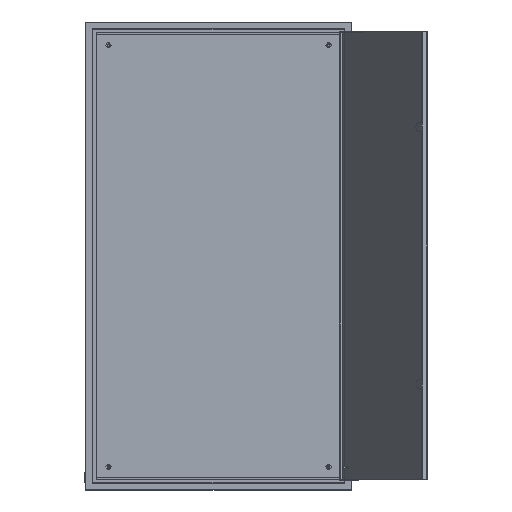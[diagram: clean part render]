
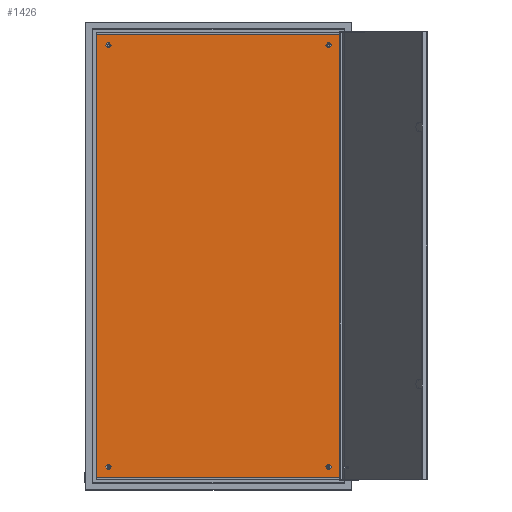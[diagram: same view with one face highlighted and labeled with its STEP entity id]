
A CAD part, top view. The second image highlights one B-rep face of the part: STEP entity #1426.
In plain terms, the highlighted planar face has unit normal (0, 0, 1).
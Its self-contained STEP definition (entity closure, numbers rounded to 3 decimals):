
#19 = DIRECTION ( 'NONE',  ( -1., 0., 0. ) ) ;
#152 = EDGE_CURVE ( 'NONE', #3625, #3452, #708, .T. ) ;
#217 = CIRCLE ( 'NONE', #2880, 5. ) ;
#237 = AXIS2_PLACEMENT_3D ( 'NONE', #1015, #3928, #2289 ) ;
#252 = EDGE_CURVE ( 'NONE', #2490, #3153, #2221, .T. ) ;
#297 = VECTOR ( 'NONE', #1043, 1000. ) ;
#337 = DIRECTION ( 'NONE',  ( 0., 0., 1. ) ) ;
#338 = CARTESIAN_POINT ( 'NONE',  ( 312.5, -595., 0. ) ) ;
#393 = DIRECTION ( 'NONE',  ( 1., 0., 0. ) ) ;
#467 = EDGE_LOOP ( 'NONE', ( #1760, #713 ) ) ;
#589 = VERTEX_POINT ( 'NONE', #2118 ) ;
#708 = LINE ( 'NONE', #4576, #3041 ) ;
#713 = ORIENTED_EDGE ( 'NONE', *, *, #2323, .F. ) ;
#730 = DIRECTION ( 'NONE',  ( 0., 0., 1. ) ) ;
#753 = CARTESIAN_POINT ( 'NONE',  ( 345., -625., 0. ) ) ;
#821 = FACE_BOUND ( 'NONE', #2652, .T. ) ;
#963 = ORIENTED_EDGE ( 'NONE', *, *, #4610, .F. ) ;
#979 = VERTEX_POINT ( 'NONE', #5272 ) ;
#1015 = CARTESIAN_POINT ( 'NONE',  ( 0., 0., 0. ) ) ;
#1043 = DIRECTION ( 'NONE',  ( 0., 1., 0. ) ) ;
#1097 = ORIENTED_EDGE ( 'NONE', *, *, #152, .T. ) ;
#1258 = CARTESIAN_POINT ( 'NONE',  ( -345., 625., 0. ) ) ;
#1368 = CARTESIAN_POINT ( 'NONE',  ( 312.5, -595., 0. ) ) ;
#1426 = ADVANCED_FACE ( 'NONE', ( #4850, #3755, #3223, #821, #4326 ), #3501, .T. ) ;
#1447 = CIRCLE ( 'NONE', #2319, 5. ) ;
#1458 = CARTESIAN_POINT ( 'NONE',  ( -345., -625., 0. ) ) ;
#1519 = DIRECTION ( 'NONE',  ( 1., 0., 0. ) ) ;
#1605 = ORIENTED_EDGE ( 'NONE', *, *, #252, .F. ) ;
#1611 = CARTESIAN_POINT ( 'NONE',  ( -307.5, 595., 0. ) ) ;
#1623 = CARTESIAN_POINT ( 'NONE',  ( -312.5, 595., 0. ) ) ;
#1645 = EDGE_CURVE ( 'NONE', #3508, #5330, #4139, .T. ) ;
#1689 = CARTESIAN_POINT ( 'NONE',  ( 307.5, 595., 0. ) ) ;
#1760 = ORIENTED_EDGE ( 'NONE', *, *, #4541, .F. ) ;
#1875 = ORIENTED_EDGE ( 'NONE', *, *, #1645, .F. ) ;
#1957 = CARTESIAN_POINT ( 'NONE',  ( 307.5, -595., 0. ) ) ;
#2022 = DIRECTION ( 'NONE',  ( -1., 0., 0. ) ) ;
#2079 = CARTESIAN_POINT ( 'NONE',  ( -312.5, -595., 0. ) ) ;
#2118 = CARTESIAN_POINT ( 'NONE',  ( -345., -625., 0. ) ) ;
#2221 = CIRCLE ( 'NONE', #3883, 5. ) ;
#2228 = VERTEX_POINT ( 'NONE', #753 ) ;
#2289 = DIRECTION ( 'NONE',  ( 1., 0., 0. ) ) ;
#2297 = CARTESIAN_POINT ( 'NONE',  ( -317.5, -595., 0. ) ) ;
#2319 = AXIS2_PLACEMENT_3D ( 'NONE', #4317, #3467, #4303 ) ;
#2323 = EDGE_CURVE ( 'NONE', #4727, #979, #4248, .T. ) ;
#2437 = CARTESIAN_POINT ( 'NONE',  ( -312.5, 595., 0. ) ) ;
#2441 = AXIS2_PLACEMENT_3D ( 'NONE', #338, #730, #1519 ) ;
#2490 = VERTEX_POINT ( 'NONE', #4599 ) ;
#2556 = ORIENTED_EDGE ( 'NONE', *, *, #3605, .F. ) ;
#2652 = EDGE_LOOP ( 'NONE', ( #1875, #963 ) ) ;
#2682 = EDGE_CURVE ( 'NONE', #2228, #3625, #4766, .T. ) ;
#2754 = EDGE_CURVE ( 'NONE', #4203, #2760, #3398, .T. ) ;
#2760 = VERTEX_POINT ( 'NONE', #1957 ) ;
#2771 = EDGE_LOOP ( 'NONE', ( #5168, #3286, #4586, #1097 ) ) ;
#2864 = DIRECTION ( 'NONE',  ( 1., 0., 0. ) ) ;
#2880 = AXIS2_PLACEMENT_3D ( 'NONE', #3693, #337, #2022 ) ;
#2923 = DIRECTION ( 'NONE',  ( 1., 0., 0. ) ) ;
#2940 = AXIS2_PLACEMENT_3D ( 'NONE', #4888, #3722, #3683 ) ;
#3041 = VECTOR ( 'NONE', #4221, 1000. ) ;
#3123 = CIRCLE ( 'NONE', #5107, 5. ) ;
#3153 = VERTEX_POINT ( 'NONE', #2297 ) ;
#3191 = AXIS2_PLACEMENT_3D ( 'NONE', #1368, #3894, #2923 ) ;
#3223 = FACE_BOUND ( 'NONE', #467, .T. ) ;
#3286 = ORIENTED_EDGE ( 'NONE', *, *, #4343, .T. ) ;
#3364 = CARTESIAN_POINT ( 'NONE',  ( -317.5, 595., 0. ) ) ;
#3398 = CIRCLE ( 'NONE', #2441, 5. ) ;
#3452 = VERTEX_POINT ( 'NONE', #1258 ) ;
#3467 = DIRECTION ( 'NONE',  ( 0., 0., 1. ) ) ;
#3501 = PLANE ( 'NONE',  #237 ) ;
#3508 = VERTEX_POINT ( 'NONE', #1611 ) ;
#3605 = EDGE_CURVE ( 'NONE', #2760, #4203, #4953, .T. ) ;
#3625 = VERTEX_POINT ( 'NONE', #5139 ) ;
#3665 = DIRECTION ( 'NONE',  ( 0., 0., 1. ) ) ;
#3683 = DIRECTION ( 'NONE',  ( -1., 0., 0. ) ) ;
#3693 = CARTESIAN_POINT ( 'NONE',  ( 312.5, 595., 0. ) ) ;
#3722 = DIRECTION ( 'NONE',  ( 0., 0., 1. ) ) ;
#3723 = LINE ( 'NONE', #4225, #4296 ) ;
#3755 = FACE_BOUND ( 'NONE', #4512, .T. ) ;
#3790 = LINE ( 'NONE', #1458, #5346 ) ;
#3883 = AXIS2_PLACEMENT_3D ( 'NONE', #2079, #4996, #19 ) ;
#3894 = DIRECTION ( 'NONE',  ( 0., 0., 1. ) ) ;
#3928 = DIRECTION ( 'NONE',  ( 0., 0., 1. ) ) ;
#4139 = CIRCLE ( 'NONE', #5283, 5. ) ;
#4155 = EDGE_LOOP ( 'NONE', ( #1605, #5381 ) ) ;
#4203 = VERTEX_POINT ( 'NONE', #4266 ) ;
#4221 = DIRECTION ( 'NONE',  ( -1., 0., 0. ) ) ;
#4225 = CARTESIAN_POINT ( 'NONE',  ( -345., 625., 0. ) ) ;
#4248 = CIRCLE ( 'NONE', #2940, 5. ) ;
#4266 = CARTESIAN_POINT ( 'NONE',  ( 317.5, -595., 0. ) ) ;
#4296 = VECTOR ( 'NONE', #5044, 1000. ) ;
#4303 = DIRECTION ( 'NONE',  ( -1., 0., 0. ) ) ;
#4317 = CARTESIAN_POINT ( 'NONE',  ( -312.5, -595., 0. ) ) ;
#4326 = FACE_OUTER_BOUND ( 'NONE', #2771, .T. ) ;
#4343 = EDGE_CURVE ( 'NONE', #589, #2228, #3790, .T. ) ;
#4374 = EDGE_CURVE ( 'NONE', #3153, #2490, #1447, .T. ) ;
#4389 = CARTESIAN_POINT ( 'NONE',  ( 345., 625., 0. ) ) ;
#4512 = EDGE_LOOP ( 'NONE', ( #5231, #2556 ) ) ;
#4541 = EDGE_CURVE ( 'NONE', #979, #4727, #217, .T. ) ;
#4576 = CARTESIAN_POINT ( 'NONE',  ( -345., 625., 0. ) ) ;
#4586 = ORIENTED_EDGE ( 'NONE', *, *, #2682, .T. ) ;
#4599 = CARTESIAN_POINT ( 'NONE',  ( -307.5, -595., 0. ) ) ;
#4610 = EDGE_CURVE ( 'NONE', #5330, #3508, #3123, .T. ) ;
#4727 = VERTEX_POINT ( 'NONE', #1689 ) ;
#4766 = LINE ( 'NONE', #4389, #297 ) ;
#4845 = EDGE_CURVE ( 'NONE', #3452, #589, #3723, .T. ) ;
#4850 = FACE_BOUND ( 'NONE', #4155, .T. ) ;
#4888 = CARTESIAN_POINT ( 'NONE',  ( 312.5, 595., 0. ) ) ;
#4953 = CIRCLE ( 'NONE', #3191, 5. ) ;
#4996 = DIRECTION ( 'NONE',  ( 0., 0., 1. ) ) ;
#5044 = DIRECTION ( 'NONE',  ( 0., -1., 0. ) ) ;
#5107 = AXIS2_PLACEMENT_3D ( 'NONE', #1623, #3665, #393 ) ;
#5137 = DIRECTION ( 'NONE',  ( 1., 0., 0. ) ) ;
#5139 = CARTESIAN_POINT ( 'NONE',  ( 345., 625., 0. ) ) ;
#5168 = ORIENTED_EDGE ( 'NONE', *, *, #4845, .T. ) ;
#5231 = ORIENTED_EDGE ( 'NONE', *, *, #2754, .F. ) ;
#5272 = CARTESIAN_POINT ( 'NONE',  ( 317.5, 595., 0. ) ) ;
#5283 = AXIS2_PLACEMENT_3D ( 'NONE', #2437, #5353, #2864 ) ;
#5330 = VERTEX_POINT ( 'NONE', #3364 ) ;
#5346 = VECTOR ( 'NONE', #5137, 1000. ) ;
#5353 = DIRECTION ( 'NONE',  ( 0., 0., 1. ) ) ;
#5381 = ORIENTED_EDGE ( 'NONE', *, *, #4374, .F. ) ;
